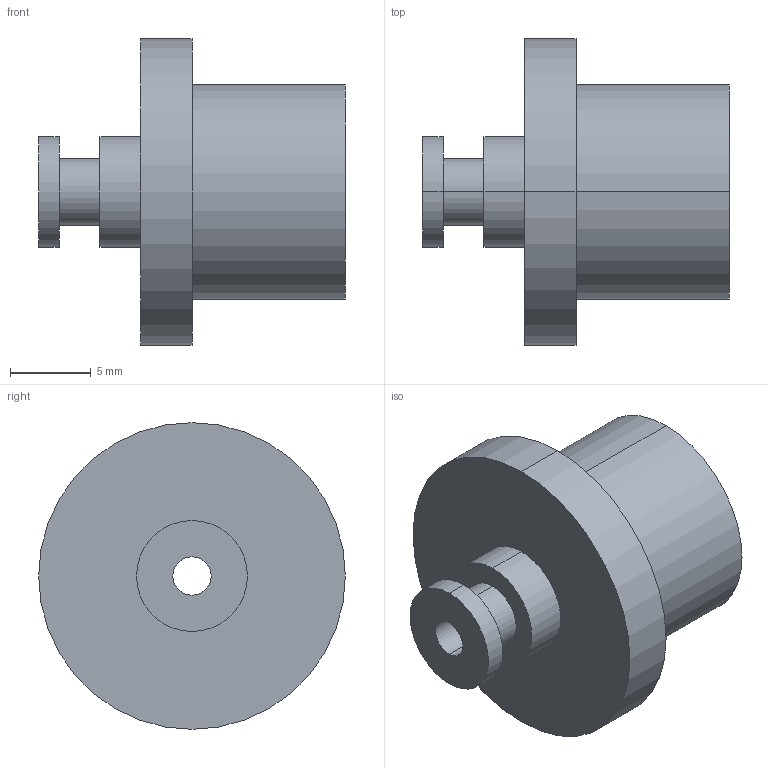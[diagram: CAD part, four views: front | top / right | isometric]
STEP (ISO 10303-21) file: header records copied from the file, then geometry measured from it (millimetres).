
FILE_DESCRIPTION (( 'STEP AP214' ), '1' );
FILE_NAME ('QDC-750x125FLG-270MB-O007-8NPT Quick Disconnect, Male, Mojave Sphinx.STEP', '2024-08-17T20:19:38', ( '' ), ( '' ), 'SwSTEP 2.0', 'SolidWorks 2022', '' );
FILE_SCHEMA (( 'AUTOMOTIVE_DESIGN' ));
Length unit declared in the file: inch
Products named in the file (1): QDC-750x125FLG-270MB-O007-8NPT Quick Disconnect, Male, Mojave Sphinx
Bounding box: 19.05 x 19.05 x 19.05 mm (x, y, z)
Volume: 1799.2 mm3; surface area: 1631.9 mm2
Topology: 1 solids, 1 shells, 22 faces, 44 edges, 28 vertices
Faces by surface type: cylinder 14, plane 6, cone 2
Entity records: 628 total; most frequent: DIRECTION 118, CARTESIAN_POINT 95, ORIENTED_EDGE 88, AXIS2_PLACEMENT_3D 51, EDGE_CURVE 44, CIRCLE 28, VERTEX_POINT 28, EDGE_LOOP 28
